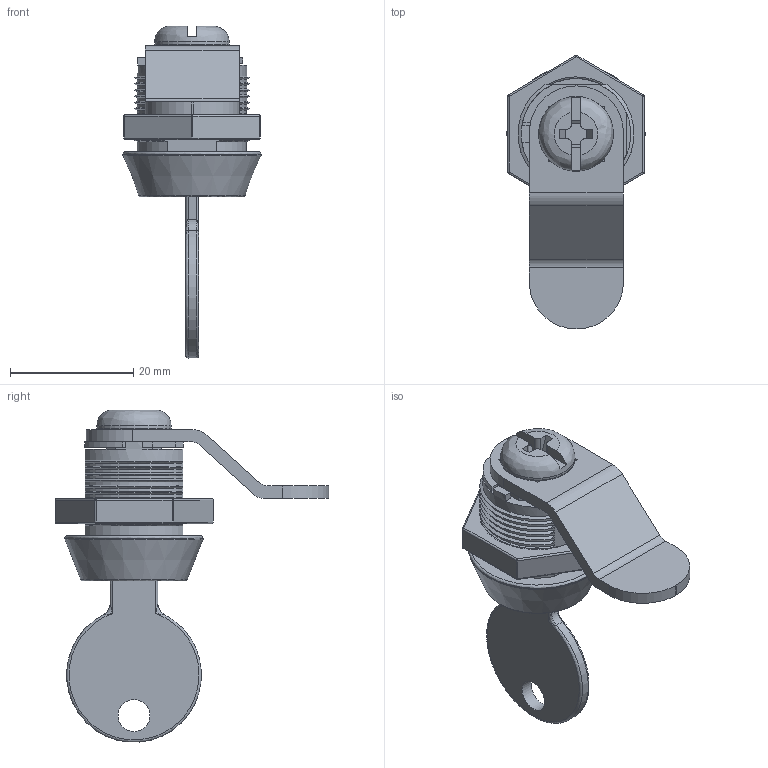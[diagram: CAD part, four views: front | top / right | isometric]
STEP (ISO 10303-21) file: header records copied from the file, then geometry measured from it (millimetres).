
FILE_DESCRIPTION (( 'STEP AP203' ), '1' );
FILE_NAME ('SCE-L.step', '2021-02-09T22:22:53', ( 'ADC123' ), ( 'Microsoft' ), 'SwSTEP 2.0', 'SolidWorks 2019', '' );
FILE_SCHEMA (( 'CONFIG_CONTROL_DESIGN' ));
Length unit declared in the file: inch
Products named in the file (1): SCE-L
Bounding box: 22.43 x 44.38 x 53.83 mm (x, y, z)
Volume: 8852.3 mm3; surface area: 8631.3 mm2
Topology: 7 solids, 7 shells, 283 faces, 743 edges, 469 vertices
Faces by surface type: cylinder 105, plane 101, cone 46, bspline 31
Full cylindrical faces by diameter (mm): 4.826 x1, 5.182 x1, 5.232 x1, 10.744 x1, 12.141 x1, 12.7 x2, 15.24 x1, 15.748 x1, 18.009 x1, 22.428 x1
Entity records: 10606 total; most frequent: CARTESIAN_POINT 4082, ORIENTED_EDGE 1396, DIRECTION 1246, EDGE_CURVE 698, VERTEX_POINT 458, AXIS2_PLACEMENT_3D 454, VECTOR 338, LINE 338
